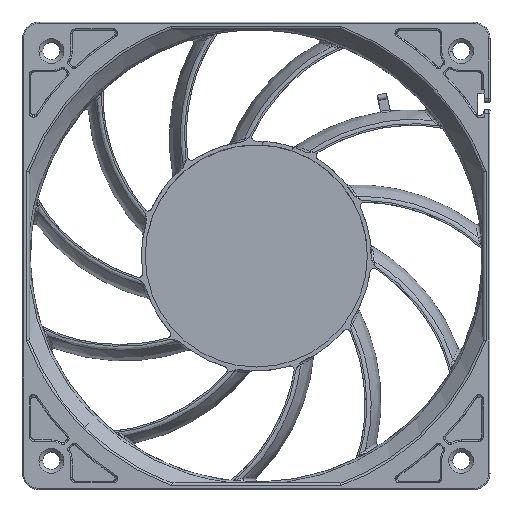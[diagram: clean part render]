
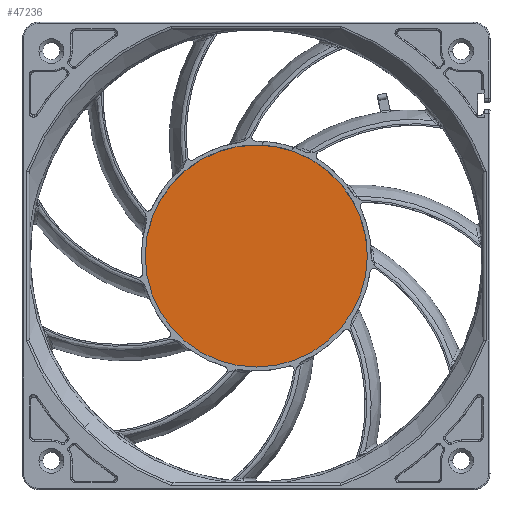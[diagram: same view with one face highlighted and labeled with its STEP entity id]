
A CAD part, top view. The second image highlights one B-rep face of the part: STEP entity #47236.
In plain terms, the highlighted planar face has unit normal (0, 0, 1).
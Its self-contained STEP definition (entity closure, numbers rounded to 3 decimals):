
#434 = PLANE ( 'NONE',  #18704 ) ;
#2627 = DIRECTION ( 'NONE',  ( 1., 0., 0. ) ) ;
#3532 = CARTESIAN_POINT ( 'NONE',  ( 28.5, 0., -2.75 ) ) ;
#4218 = DIRECTION ( 'NONE',  ( 0., 0., -1. ) ) ;
#6215 = EDGE_LOOP ( 'NONE', ( #52587, #8125 ) ) ;
#6231 = DIRECTION ( 'NONE',  ( 0., 0., -1. ) ) ;
#6818 = EDGE_CURVE ( 'NONE', #29679, #7109, #60467, .T. ) ;
#7109 = VERTEX_POINT ( 'NONE', #3532 ) ;
#8125 = ORIENTED_EDGE ( 'NONE', *, *, #63204, .F. ) ;
#14810 = CARTESIAN_POINT ( 'NONE',  ( 0., 0., -2.75 ) ) ;
#18704 = AXIS2_PLACEMENT_3D ( 'NONE', #25048, #6231, #20268 ) ;
#20268 = DIRECTION ( 'NONE',  ( 1., 0., 0. ) ) ;
#25048 = CARTESIAN_POINT ( 'NONE',  ( -28.5, 0., -2.75 ) ) ;
#29679 = VERTEX_POINT ( 'NONE', #54373 ) ;
#36170 = AXIS2_PLACEMENT_3D ( 'NONE', #14810, #4218, #38793 ) ;
#38303 = FACE_OUTER_BOUND ( 'NONE', #6215, .T. ) ;
#38793 = DIRECTION ( 'NONE',  ( 1., 0., 0. ) ) ;
#44013 = AXIS2_PLACEMENT_3D ( 'NONE', #47304, #62446, #2627 ) ;
#46718 = CIRCLE ( 'NONE', #44013, 28.5 ) ;
#47236 = ADVANCED_FACE ( 'NONE', ( #38303 ), #434, .F. ) ;
#47304 = CARTESIAN_POINT ( 'NONE',  ( 0., 0., -2.75 ) ) ;
#52587 = ORIENTED_EDGE ( 'NONE', *, *, #6818, .F. ) ;
#54373 = CARTESIAN_POINT ( 'NONE',  ( -28.5, 0., -2.75 ) ) ;
#60467 = CIRCLE ( 'NONE', #36170, 28.5 ) ;
#62446 = DIRECTION ( 'NONE',  ( 0., 0., -1. ) ) ;
#63204 = EDGE_CURVE ( 'NONE', #7109, #29679, #46718, .T. ) ;
